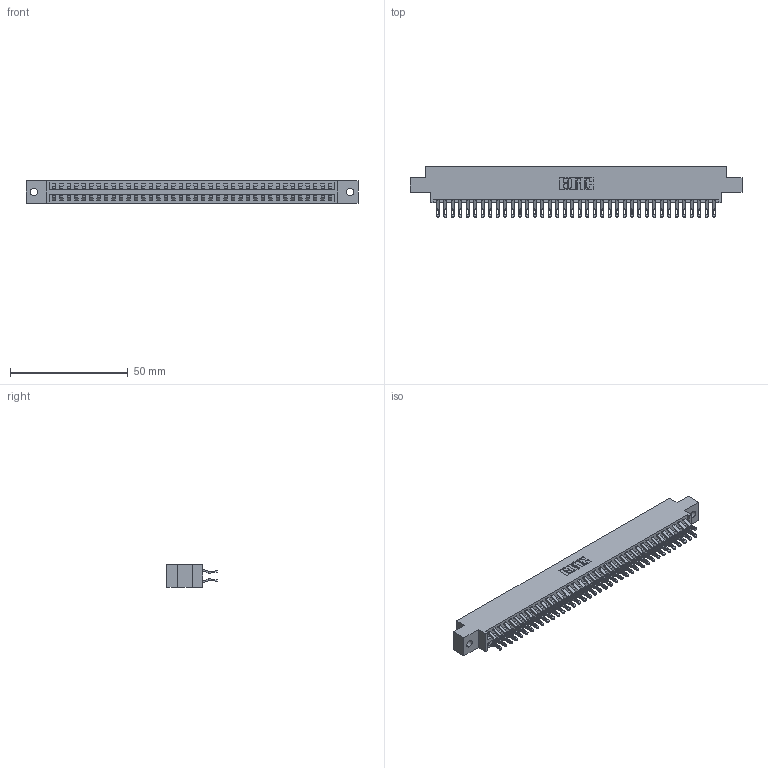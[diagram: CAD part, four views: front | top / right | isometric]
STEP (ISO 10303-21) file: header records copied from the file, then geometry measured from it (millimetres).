
FILE_DESCRIPTION (( 'STEP AP203' ), '1' );
FILE_NAME ('396-076-555-802.STEP', '2019-11-02T13:03:32', ( '' ), ( '' ), 'SwSTEP 2.0', 'SolidWorks 2016', '' );
FILE_SCHEMA (( 'CONFIG_CONTROL_DESIGN' ));
Length unit declared in the file: inch
Products named in the file (3): 346 Part_0.170 Offset - 0.128 Dia; 345-292-001_555 Tail; 396-076-555-802
Assembly tree (77 placements, depth 2):
  396-076-555-802
    346 Part_0.170 Offset - 0.128 Dia
    345-292-001_555 Tail  x76
Bounding box: 141.22 x 21.46 x 9.4 mm (x, y, z)
Volume: 13769.2 mm3; surface area: 19560 mm2
Topology: 77 solids, 77 shells, 4534 faces, 14249 edges, 9498 vertices
Faces by surface type: plane 2588, cylinder 1946
Entity records: 25799 total; most frequent: CARTESIAN_POINT 4294, ORIENTED_EDGE 4198, DIRECTION 3803, EDGE_CURVE 2099, VECTOR 1795, LINE 1795, VERTEX_POINT 1398, AXIS2_PLACEMENT_3D 1004
